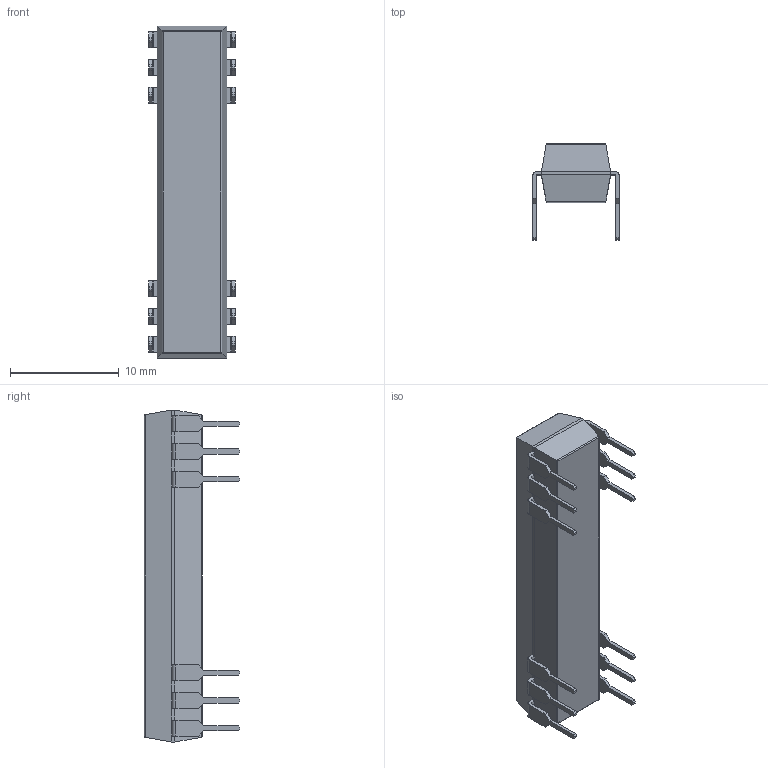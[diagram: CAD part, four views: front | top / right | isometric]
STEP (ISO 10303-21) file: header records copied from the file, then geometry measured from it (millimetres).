
FILE_DESCRIPTION (( 'STEP AP214' ), '1' );
FILE_NAME ('DIP12_24-300 MS-001BE NVG (R-PDIP-T12 24).step', '2011-03-01T19:47:43', ( 'iLLuSioN' ), ( 'Home' ), 'SwSTEP 2.0', 'SolidWorks 2009', '' );
FILE_SCHEMA (( 'AUTOMOTIVE_DESIGN' ));
Length unit declared in the file: millimetre
Products named in the file (1): DIP12_24-300 MS-001BE NVG (R-PDIP-T12 24)
Bounding box: 7.92 x 8.78 x 30.48 mm (x, y, z)
Volume: 972.5 mm3; surface area: 901 mm2
Topology: 1 solids, 1 shells, 218 faces, 584 edges, 368 vertices
Faces by surface type: plane 183, cylinder 35
Entity records: 9075 total; most frequent: CARTESIAN_POINT 1231, ORIENTED_EDGE 1168, DIRECTION 1062, EDGE_CURVE 584, LINE 520, VECTOR 520, VERTEX_POINT 368, AXIS2_PLACEMENT_3D 271
